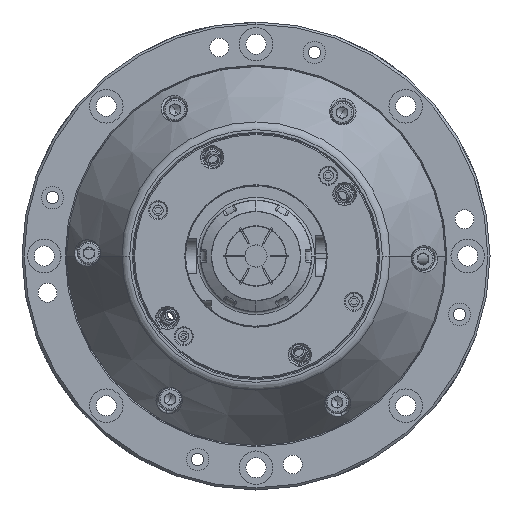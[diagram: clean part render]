
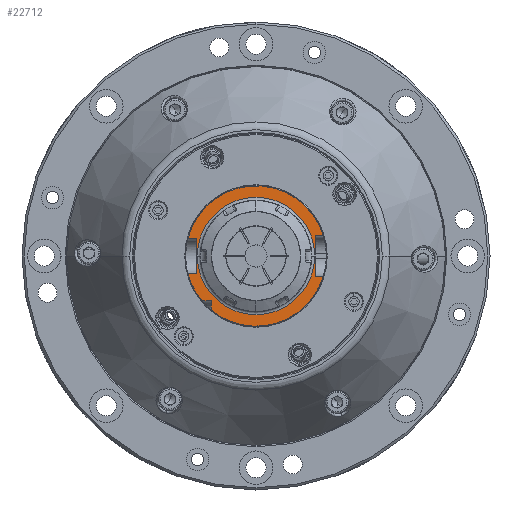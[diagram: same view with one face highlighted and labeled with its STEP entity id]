
A CAD part, left-side view. The second image highlights one B-rep face of the part: STEP entity #22712.
In plain terms, the highlighted planar face has unit normal (-1, 0, 0).
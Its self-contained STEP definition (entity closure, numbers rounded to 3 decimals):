
#3224 = DIRECTION ( 'NONE',  ( 0., -1., 0. ) ) ;
#3229 = CARTESIAN_POINT ( 'NONE',  ( -26., 31.501, 8. ) ) ;
#4971 = CARTESIAN_POINT ( 'NONE',  ( -26., 30.467, 8. ) ) ;
#4997 = CARTESIAN_POINT ( 'NONE',  ( -26., 20., -24.336 ) ) ;
#5093 = CARTESIAN_POINT ( 'NONE',  ( -26., 20., -20. ) ) ;
#5161 = CARTESIAN_POINT ( 'NONE',  ( -26., -30.187, -9. ) ) ;
#5279 = CARTESIAN_POINT ( 'NONE',  ( -26., -26.323, 0. ) ) ;
#7346 = ORIENTED_EDGE ( 'NONE', *, *, #18703, .F. ) ;
#7397 = ORIENTED_EDGE ( 'NONE', *, *, #18468, .F. ) ;
#7448 = ORIENTED_EDGE ( 'NONE', *, *, #18480, .T. ) ;
#7498 = ORIENTED_EDGE ( 'NONE', *, *, #18069, .T. ) ;
#7502 = ORIENTED_EDGE ( 'NONE', *, *, #18497, .F. ) ;
#7557 = ORIENTED_EDGE ( 'NONE', *, *, #18367, .T. ) ;
#7580 = ORIENTED_EDGE ( 'NONE', *, *, #18757, .T. ) ;
#7581 = ORIENTED_EDGE ( 'NONE', *, *, #18572, .F. ) ;
#7689 = ORIENTED_EDGE ( 'NONE', *, *, #18639, .F. ) ;
#7705 = ORIENTED_EDGE ( 'NONE', *, *, #18483, .T. ) ;
#7714 = ORIENTED_EDGE ( 'NONE', *, *, #18590, .T. ) ;
#7723 = ORIENTED_EDGE ( 'NONE', *, *, #18098, .F. ) ;
#13238 = VERTEX_POINT ( 'NONE', #23067 ) ;
#13578 = VERTEX_POINT ( 'NONE', #5279 ) ;
#13667 = VERTEX_POINT ( 'NONE', #5161 ) ;
#13741 = VERTEX_POINT ( 'NONE', #5093 ) ;
#13785 = VERTEX_POINT ( 'NONE', #4997 ) ;
#13809 = VERTEX_POINT ( 'NONE', #4971 ) ;
#18069 = EDGE_CURVE ( 'NONE', #13809, #47684, #42307, .T. ) ;
#18098 = EDGE_CURVE ( 'NONE', #47021, #13238, #42719, .T. ) ;
#18169 = EDGE_CURVE ( 'NONE', #13578, #47065, #42648, .T. ) ;
#18367 = EDGE_CURVE ( 'NONE', #47065, #13578, #42558, .T. ) ;
#18468 = EDGE_CURVE ( 'NONE', #47034, #47021, #28485, .T. ) ;
#18480 = EDGE_CURVE ( 'NONE', #13741, #13785, #28483, .T. ) ;
#18483 = EDGE_CURVE ( 'NONE', #13667, #13238, #28479, .T. ) ;
#18497 = EDGE_CURVE ( 'NONE', #47335, #47166, #28459, .T. ) ;
#18572 = EDGE_CURVE ( 'NONE', #13809, #47034, #28414, .T. ) ;
#18590 = EDGE_CURVE ( 'NONE', #47686, #13741, #28395, .T. ) ;
#18639 = EDGE_CURVE ( 'NONE', #13667, #13785, #28370, .T. ) ;
#18703 = EDGE_CURVE ( 'NONE', #47686, #47335, #28343, .T. ) ;
#18757 = EDGE_CURVE ( 'NONE', #47684, #47166, #28320, .T. ) ;
#22712 = ADVANCED_FACE ( 'NONE', ( #46421, #46418 ), #46015, .F. ) ;
#23067 = CARTESIAN_POINT ( 'NONE',  ( -26., -26.5, -9. ) ) ;
#24740 = AXIS2_PLACEMENT_3D ( 'NONE', #45333, #45628, #44941 ) ;
#28318 = VECTOR ( 'NONE', #60136, 1000. ) ;
#28320 = LINE ( 'NONE', #60146, #28318 ) ;
#28343 = CIRCLE ( 'NONE', #59559, 31.5 ) ;
#28370 = CIRCLE ( 'NONE', #59582, 31.5 ) ;
#28393 = VECTOR ( 'NONE', #61263, 1000. ) ;
#28395 = LINE ( 'NONE', #61264, #28393 ) ;
#28414 = CIRCLE ( 'NONE', #59611, 31.5 ) ;
#28458 = VECTOR ( 'NONE', #60887, 1000. ) ;
#28459 = LINE ( 'NONE', #60895, #28458 ) ;
#28471 = VECTOR ( 'NONE', #60870, 1000. ) ;
#28475 = VECTOR ( 'NONE', #61064, 1000. ) ;
#28479 = LINE ( 'NONE', #61387, #28471 ) ;
#28482 = VECTOR ( 'NONE', #61465, 1000. ) ;
#28483 = LINE ( 'NONE', #61067, #28475 ) ;
#28485 = LINE ( 'NONE', #61469, #28482 ) ;
#37190 = EDGE_LOOP ( 'NONE', ( #37945, #7557 ) ) ;
#37202 = EDGE_LOOP ( 'NONE', ( #7714, #7448, #7689, #7705, #7723, #7397, #7581, #7498, #7580, #7502, #7346 ) ) ;
#37945 = ORIENTED_EDGE ( 'NONE', *, *, #18169, .T. ) ;
#42307 = LINE ( 'NONE', #3229, #42309 ) ;
#42309 = VECTOR ( 'NONE', #3224, 1000. ) ;
#42493 = VECTOR ( 'NONE', #49992, 1000. ) ;
#42558 = CIRCLE ( 'NONE', #59730, 26.323 ) ;
#42648 = CIRCLE ( 'NONE', #59871, 26.323 ) ;
#42719 = LINE ( 'NONE', #49995, #42493 ) ;
#44941 = DIRECTION ( 'NONE',  ( 0., -1., 0. ) ) ;
#45333 = CARTESIAN_POINT ( 'NONE',  ( -26., 0., -31.5 ) ) ;
#45628 = DIRECTION ( 'NONE',  ( 1., 0., 0. ) ) ;
#46015 = PLANE ( 'NONE',  #24740 ) ;
#46418 = FACE_OUTER_BOUND ( 'NONE', #37202, .T. ) ;
#46421 = FACE_BOUND ( 'NONE', #37190, .T. ) ;
#47021 = VERTEX_POINT ( 'NONE', #67212 ) ;
#47034 = VERTEX_POINT ( 'NONE', #67135 ) ;
#47065 = VERTEX_POINT ( 'NONE', #68171 ) ;
#47166 = VERTEX_POINT ( 'NONE', #68049 ) ;
#47335 = VERTEX_POINT ( 'NONE', #67913 ) ;
#47684 = VERTEX_POINT ( 'NONE', #67689 ) ;
#47686 = VERTEX_POINT ( 'NONE', #67688 ) ;
#49992 = DIRECTION ( 'NONE',  ( 0., 0., -1. ) ) ;
#49995 = CARTESIAN_POINT ( 'NONE',  ( -26., -26.5, 9. ) ) ;
#59559 = AXIS2_PLACEMENT_3D ( 'NONE', #60924, #60923, #60922 ) ;
#59582 = AXIS2_PLACEMENT_3D ( 'NONE', #61152, #61150, #61149 ) ;
#59611 = AXIS2_PLACEMENT_3D ( 'NONE', #61279, #61278, #61276 ) ;
#59730 = AXIS2_PLACEMENT_3D ( 'NONE', #63245, #63243, #63234 ) ;
#59871 = AXIS2_PLACEMENT_3D ( 'NONE', #64227, #64220, #64219 ) ;
#60136 = DIRECTION ( 'NONE',  ( 0., 0., -1. ) ) ;
#60146 = CARTESIAN_POINT ( 'NONE',  ( -26., 26.5, 8. ) ) ;
#60870 = DIRECTION ( 'NONE',  ( 0., 1., 0. ) ) ;
#60887 = DIRECTION ( 'NONE',  ( 0., -1., 0. ) ) ;
#60895 = CARTESIAN_POINT ( 'NONE',  ( -26., 31.501, -8. ) ) ;
#60922 = DIRECTION ( 'NONE',  ( 0., -1., 0. ) ) ;
#60923 = DIRECTION ( 'NONE',  ( 1., 0., 0. ) ) ;
#60924 = CARTESIAN_POINT ( 'NONE',  ( -26., 0., 0. ) ) ;
#61064 = DIRECTION ( 'NONE',  ( 0., 0., -1. ) ) ;
#61067 = CARTESIAN_POINT ( 'NONE',  ( -26., 20., -29. ) ) ;
#61149 = DIRECTION ( 'NONE',  ( 0., -1., 0. ) ) ;
#61150 = DIRECTION ( 'NONE',  ( 1., 0., 0. ) ) ;
#61152 = CARTESIAN_POINT ( 'NONE',  ( -26., 0., 0. ) ) ;
#61263 = DIRECTION ( 'NONE',  ( 0., -1., 0. ) ) ;
#61264 = CARTESIAN_POINT ( 'NONE',  ( -26., 31.501, -20. ) ) ;
#61276 = DIRECTION ( 'NONE',  ( 0., -1., 0. ) ) ;
#61278 = DIRECTION ( 'NONE',  ( 1., 0., 0. ) ) ;
#61279 = CARTESIAN_POINT ( 'NONE',  ( -26., 0., 0. ) ) ;
#61387 = CARTESIAN_POINT ( 'NONE',  ( -26., -31.501, -9. ) ) ;
#61465 = DIRECTION ( 'NONE',  ( 0., 1., 0. ) ) ;
#61469 = CARTESIAN_POINT ( 'NONE',  ( -26., -31.501, 9. ) ) ;
#63234 = DIRECTION ( 'NONE',  ( 0., -1., 0. ) ) ;
#63243 = DIRECTION ( 'NONE',  ( 1., 0., 0. ) ) ;
#63245 = CARTESIAN_POINT ( 'NONE',  ( -26., 0., 0. ) ) ;
#64219 = DIRECTION ( 'NONE',  ( 0., -1., 0. ) ) ;
#64220 = DIRECTION ( 'NONE',  ( 1., 0., 0. ) ) ;
#64227 = CARTESIAN_POINT ( 'NONE',  ( -26., 0., 0. ) ) ;
#67135 = CARTESIAN_POINT ( 'NONE',  ( -26., -30.187, 9. ) ) ;
#67212 = CARTESIAN_POINT ( 'NONE',  ( -26., -26.5, 9. ) ) ;
#67688 = CARTESIAN_POINT ( 'NONE',  ( -26., 24.336, -20. ) ) ;
#67689 = CARTESIAN_POINT ( 'NONE',  ( -26., 26.5, 8. ) ) ;
#67913 = CARTESIAN_POINT ( 'NONE',  ( -26., 30.467, -8. ) ) ;
#68049 = CARTESIAN_POINT ( 'NONE',  ( -26., 26.5, -8. ) ) ;
#68171 = CARTESIAN_POINT ( 'NONE',  ( -26., 26.323, 0. ) ) ;
